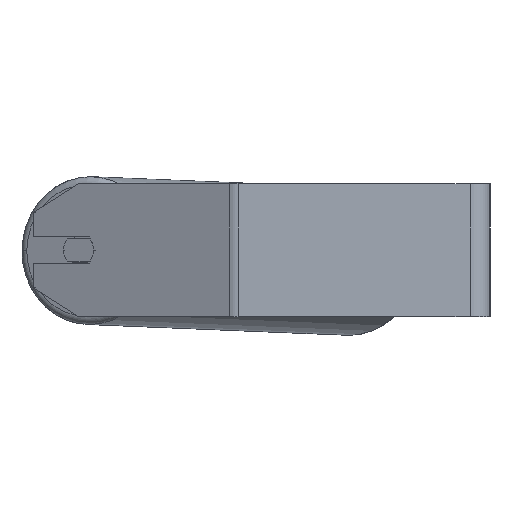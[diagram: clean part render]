
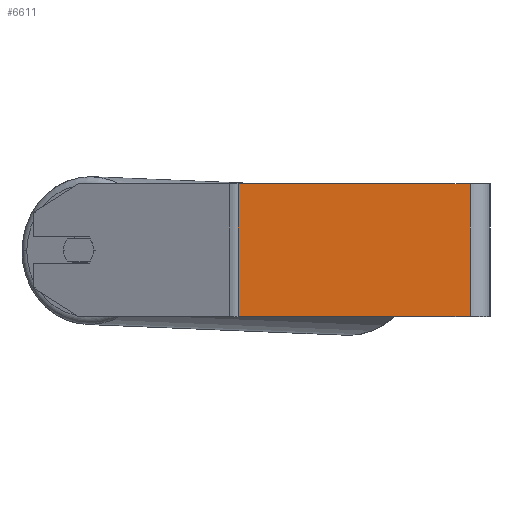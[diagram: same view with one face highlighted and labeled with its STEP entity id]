
A CAD part, left-side view. The second image highlights one B-rep face of the part: STEP entity #6611.
In plain terms, the highlighted planar face has unit normal (-1, 0, 0).
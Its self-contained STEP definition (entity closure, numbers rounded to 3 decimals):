
#61 = ORIENTED_EDGE ( 'NONE', *, *, #4889, .T. ) ;
#69 = ORIENTED_EDGE ( 'NONE', *, *, #3748, .F. ) ;
#73 = CARTESIAN_POINT ( 'NONE',  ( -420., 154.099, 40. ) ) ;
#209 = EDGE_LOOP ( 'NONE', ( #61, #4226, #69, #4192 ) ) ;
#377 = VECTOR ( 'NONE', #3272, 1000. ) ;
#586 = CARTESIAN_POINT ( 'NONE',  ( -420., 151.438, -40. ) ) ;
#657 = EDGE_CURVE ( 'NONE', #1365, #6343, #6851, .T. ) ;
#669 = CARTESIAN_POINT ( 'NONE',  ( -420., 12., 40. ) ) ;
#1057 = CARTESIAN_POINT ( 'NONE',  ( -420., 154.099, -40. ) ) ;
#1115 = DIRECTION ( 'NONE',  ( 0., 0., -1. ) ) ;
#1365 = VERTEX_POINT ( 'NONE', #669 ) ;
#1742 = DIRECTION ( 'NONE',  ( 1., 0., 0. ) ) ;
#2312 = CARTESIAN_POINT ( 'NONE',  ( -420., 12., 40. ) ) ;
#2455 = VECTOR ( 'NONE', #5578, 1000. ) ;
#2607 = VECTOR ( 'NONE', #4073, 1000. ) ;
#2682 = VERTEX_POINT ( 'NONE', #586 ) ;
#2780 = FACE_OUTER_BOUND ( 'NONE', #209, .T. ) ;
#3027 = AXIS2_PLACEMENT_3D ( 'NONE', #73, #1742, #6181 ) ;
#3062 = CARTESIAN_POINT ( 'NONE',  ( -420., 151.438, 40. ) ) ;
#3272 = DIRECTION ( 'NONE',  ( 0., -1., 0. ) ) ;
#3435 = CARTESIAN_POINT ( 'NONE',  ( -420., 151.438, 40. ) ) ;
#3514 = LINE ( 'NONE', #4673, #2607 ) ;
#3748 = EDGE_CURVE ( 'NONE', #4317, #1365, #3514, .T. ) ;
#3923 = PLANE ( 'NONE',  #3027 ) ;
#4073 = DIRECTION ( 'NONE',  ( 0., -1., 0. ) ) ;
#4192 = ORIENTED_EDGE ( 'NONE', *, *, #5251, .T. ) ;
#4226 = ORIENTED_EDGE ( 'NONE', *, *, #657, .F. ) ;
#4286 = VECTOR ( 'NONE', #1115, 1000. ) ;
#4317 = VERTEX_POINT ( 'NONE', #3062 ) ;
#4673 = CARTESIAN_POINT ( 'NONE',  ( -420., 154.099, 40. ) ) ;
#4889 = EDGE_CURVE ( 'NONE', #2682, #6343, #5460, .T. ) ;
#5251 = EDGE_CURVE ( 'NONE', #4317, #2682, #5552, .T. ) ;
#5460 = LINE ( 'NONE', #1057, #377 ) ;
#5552 = LINE ( 'NONE', #3435, #4286 ) ;
#5578 = DIRECTION ( 'NONE',  ( 0., 0., -1. ) ) ;
#6181 = DIRECTION ( 'NONE',  ( 0., 0., -1. ) ) ;
#6343 = VERTEX_POINT ( 'NONE', #7081 ) ;
#6611 = ADVANCED_FACE ( 'NONE', ( #2780 ), #3923, .F. ) ;
#6851 = LINE ( 'NONE', #2312, #2455 ) ;
#7081 = CARTESIAN_POINT ( 'NONE',  ( -420., 12., -40. ) ) ;
